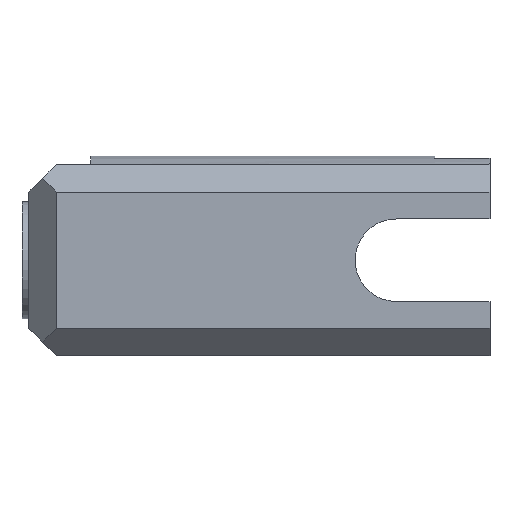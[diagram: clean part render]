
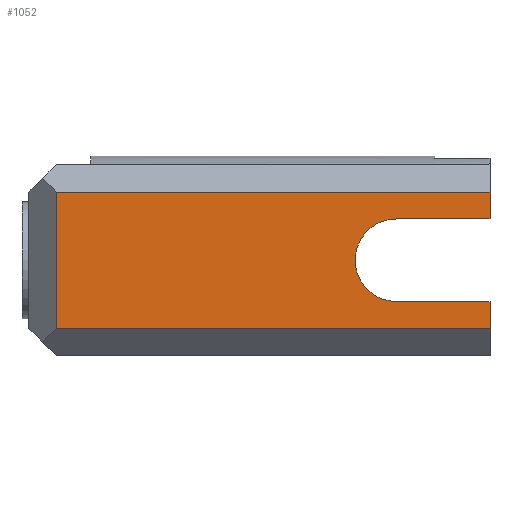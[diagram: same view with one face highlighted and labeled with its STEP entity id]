
A CAD part, left-side view. The second image highlights one B-rep face of the part: STEP entity #1052.
In plain terms, the highlighted planar face has unit normal (-1, 0, 0).
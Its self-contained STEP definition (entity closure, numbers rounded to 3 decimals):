
#9 = DIRECTION ( 'NONE',  ( 0., 1., 0. ) ) ;
#156 = DIRECTION ( 'NONE',  ( 1., 0., 0. ) ) ;
#180 = CARTESIAN_POINT ( 'NONE',  ( -6.25, -32., -3. ) ) ;
#182 = ORIENTED_EDGE ( 'NONE', *, *, #1316, .T. ) ;
#232 = VECTOR ( 'NONE', #1446, 1000. ) ;
#242 = EDGE_CURVE ( 'NONE', #993, #670, #860, .T. ) ;
#247 = CARTESIAN_POINT ( 'NONE',  ( -6.25, -27.2, 3. ) ) ;
#356 = VECTOR ( 'NONE', #1664, 1000. ) ;
#376 = DIRECTION ( 'NONE',  ( 1., 0., 0. ) ) ;
#390 = AXIS2_PLACEMENT_3D ( 'NONE', #1763, #376, #1933 ) ;
#464 = CARTESIAN_POINT ( 'NONE',  ( -6.25, -1.425, 5.445 ) ) ;
#508 = CARTESIAN_POINT ( 'NONE',  ( -6.25, -2.5, 4.95 ) ) ;
#524 = VERTEX_POINT ( 'NONE', #1585 ) ;
#540 = DIRECTION ( 'NONE',  ( 0., 0., -1. ) ) ;
#574 = CARTESIAN_POINT ( 'NONE',  ( -6.25, -2.5, -4.95 ) ) ;
#575 = LINE ( 'NONE', #1514, #356 ) ;
#610 = VERTEX_POINT ( 'NONE', #622 ) ;
#611 = DIRECTION ( 'NONE',  ( 0., 0., -1. ) ) ;
#622 = CARTESIAN_POINT ( 'NONE',  ( -6.25, -2.5, 4.95 ) ) ;
#661 = VECTOR ( 'NONE', #1788, 1000. ) ;
#668 = EDGE_CURVE ( 'NONE', #524, #1006, #912, .T. ) ;
#670 = VERTEX_POINT ( 'NONE', #1086 ) ;
#766 = LINE ( 'NONE', #180, #1266 ) ;
#773 = CARTESIAN_POINT ( 'NONE',  ( -6.25, -34., 4.95 ) ) ;
#776 = DIRECTION ( 'NONE',  ( 0., 1., 0. ) ) ;
#814 = ORIENTED_EDGE ( 'NONE', *, *, #668, .F. ) ;
#852 = LINE ( 'NONE', #992, #232 ) ;
#860 = LINE ( 'NONE', #247, #661 ) ;
#882 = EDGE_CURVE ( 'NONE', #1240, #670, #575, .T. ) ;
#885 = VERTEX_POINT ( 'NONE', #1495 ) ;
#906 = AXIS2_PLACEMENT_3D ( 'NONE', #464, #156, #9 ) ;
#912 = LINE ( 'NONE', #1540, #1066 ) ;
#915 = PLANE ( 'NONE',  #906 ) ;
#930 = ORIENTED_EDGE ( 'NONE', *, *, #1377, .T. ) ;
#992 = CARTESIAN_POINT ( 'NONE',  ( -6.25, -24., 4.95 ) ) ;
#993 = VERTEX_POINT ( 'NONE', #1714 ) ;
#1006 = VERTEX_POINT ( 'NONE', #1694 ) ;
#1014 = EDGE_CURVE ( 'NONE', #524, #885, #766, .T. ) ;
#1052 = ADVANCED_FACE ( 'NONE', ( #1244 ), #915, .F. ) ;
#1066 = VECTOR ( 'NONE', #611, 1000. ) ;
#1086 = CARTESIAN_POINT ( 'NONE',  ( -6.25, -34., 3. ) ) ;
#1095 = ORIENTED_EDGE ( 'NONE', *, *, #882, .F. ) ;
#1180 = ORIENTED_EDGE ( 'NONE', *, *, #1800, .T. ) ;
#1219 = EDGE_LOOP ( 'NONE', ( #1952, #1095, #182, #930, #1180, #814, #1963, #1502 ) ) ;
#1240 = VERTEX_POINT ( 'NONE', #773 ) ;
#1244 = FACE_OUTER_BOUND ( 'NONE', #1219, .T. ) ;
#1266 = VECTOR ( 'NONE', #776, 1000. ) ;
#1294 = VECTOR ( 'NONE', #540, 1000. ) ;
#1316 = EDGE_CURVE ( 'NONE', #1240, #610, #852, .T. ) ;
#1377 = EDGE_CURVE ( 'NONE', #610, #1851, #1937, .T. ) ;
#1446 = DIRECTION ( 'NONE',  ( 0., 1., 0. ) ) ;
#1495 = CARTESIAN_POINT ( 'NONE',  ( -6.25, -27.2, -3. ) ) ;
#1502 = ORIENTED_EDGE ( 'NONE', *, *, #1762, .T. ) ;
#1514 = CARTESIAN_POINT ( 'NONE',  ( -6.25, -34., 4.95 ) ) ;
#1540 = CARTESIAN_POINT ( 'NONE',  ( -6.25, -34., -1.5 ) ) ;
#1585 = CARTESIAN_POINT ( 'NONE',  ( -6.25, -34., -3. ) ) ;
#1622 = CARTESIAN_POINT ( 'NONE',  ( -6.25, -2.5, -4.95 ) ) ;
#1656 = VECTOR ( 'NONE', #1923, 1000. ) ;
#1664 = DIRECTION ( 'NONE',  ( 0., 0., -1. ) ) ;
#1694 = CARTESIAN_POINT ( 'NONE',  ( -6.25, -34., -4.95 ) ) ;
#1714 = CARTESIAN_POINT ( 'NONE',  ( -6.25, -27.2, 3. ) ) ;
#1762 = EDGE_CURVE ( 'NONE', #885, #993, #1982, .T. ) ;
#1763 = CARTESIAN_POINT ( 'NONE',  ( -6.25, -27.2, 0. ) ) ;
#1788 = DIRECTION ( 'NONE',  ( 0., -1., 0. ) ) ;
#1800 = EDGE_CURVE ( 'NONE', #1851, #1006, #1945, .T. ) ;
#1851 = VERTEX_POINT ( 'NONE', #574 ) ;
#1923 = DIRECTION ( 'NONE',  ( 0., -1., 0. ) ) ;
#1933 = DIRECTION ( 'NONE',  ( 0., 0., -1. ) ) ;
#1937 = LINE ( 'NONE', #508, #1294 ) ;
#1945 = LINE ( 'NONE', #1622, #1656 ) ;
#1952 = ORIENTED_EDGE ( 'NONE', *, *, #242, .T. ) ;
#1963 = ORIENTED_EDGE ( 'NONE', *, *, #1014, .T. ) ;
#1982 = CIRCLE ( 'NONE', #390, 3. ) ;
